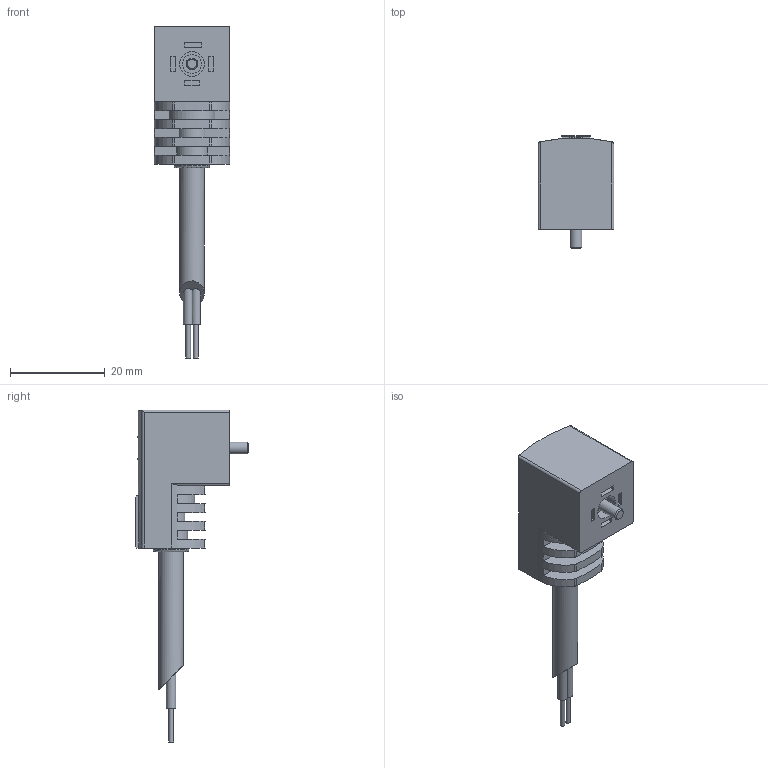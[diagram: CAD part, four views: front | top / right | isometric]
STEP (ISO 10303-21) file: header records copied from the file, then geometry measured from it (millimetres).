
FILE_DESCRIPTION(/* description */ ('STEP AP214'),/* implementation_level */ '2;1');
FILE_NAME(/* name */ '547270_KMEB-3-24-2_5',/* time_stamp */ '2024-08-29T17:13:42+02:00',/* author */ ('License CC BY-ND 4.0'),/* organization */ ('CADENAS'),/* preprocessor_version */ 'ST-DEVELOPER v19.3',/* originating_system */ 'PARTsolutions',/* authorisation */ ' ');
FILE_SCHEMA (('AUTOMOTIVE_DESIGN {1 0 10303 214 3 1 1}'));
Length unit declared in the file: millimetre
Products named in the file (2): 547270 KMEB-3-24-2.5; 547270 KMEB-3-24-2.5---(part)
Assembly tree (1 placements, depth 2):
  547270 KMEB-3-24-2.5
    547270 KMEB-3-24-2.5---(part)
Bounding box: 16 x 23.8 x 70 mm (x, y, z)
Volume: 7702.3 mm3; surface area: 3752.6 mm2
Topology: 1 solids, 1 shells, 98 faces, 247 edges, 164 vertices
Faces by surface type: plane 61, cylinder 34, sphere 1, torus 1, cone 1
Full cylindrical faces by diameter (mm): 1 x2, 2.5 x1, 4 x1, 5 x1, 5.2 x2, 7.5 x1
Entity records: 3636 total; most frequent: DIRECTION 520, CARTESIAN_POINT 518, ORIENTED_EDGE 468, EDGE_CURVE 234, AXIS2_PLACEMENT_3D 191, VERTEX_POINT 162, LINE 138, VECTOR 138
